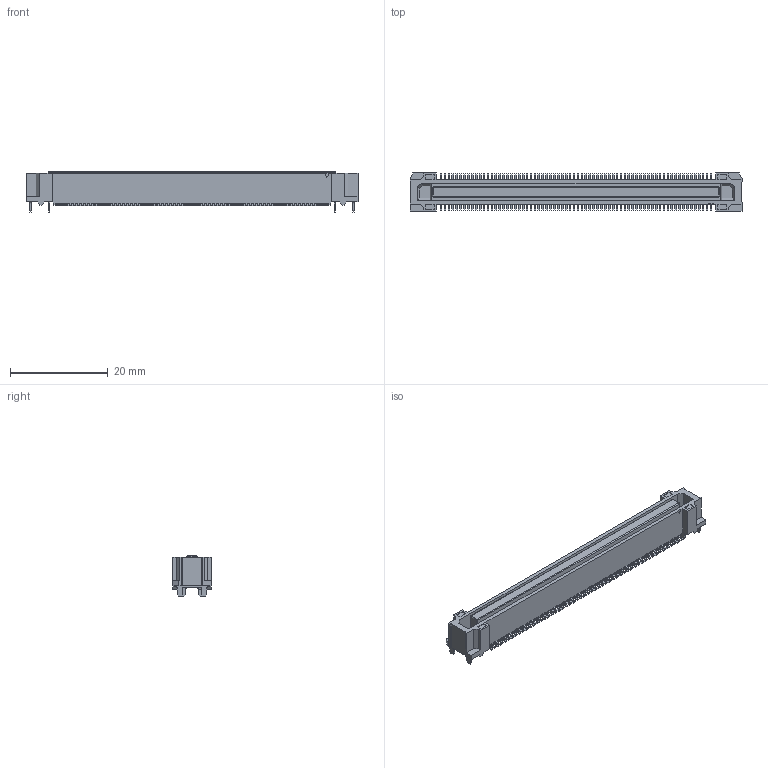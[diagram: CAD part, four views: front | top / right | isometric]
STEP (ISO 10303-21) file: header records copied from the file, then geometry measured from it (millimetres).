
FILE_DESCRIPTION(('Creo Elements/Direct Modeling STEP Export'),'2;1');
FILE_NAME('FX18-140S-0.8SV10.stp','2015-08-21T11:01:18',(''),(''),'Creo Elements/Direct Modeling STEP processor for AP214 (Solid Model)','Creo Elements/Direct Modeling 18.1E 22-Nov-2013 (C) Parametric Technology GmbH','');
FILE_SCHEMA(('AUTOMOTIVE_DESIGN { 1 0 10303 214 1 1 1 1 }'));
Products named in the file (1): FX18-140S-0.8SV10
Bounding box: 67.9 x 7.8 x 8.35 mm (x, y, z)
Volume: 1849.3 mm3; surface area: 3331.5 mm2
Topology: 1 solids, 1 shells, 3125 faces, 8905 edges, 5928 vertices
Faces by surface type: plane 2259, cylinder 862, sphere 4
Entity records: 101217 total; most frequent: CARTESIAN_POINT 17955, ORIENTED_EDGE 17802, DIRECTION 16877, EDGE_CURVE 8901, VECTOR 7177, LINE 7177, VERTEX_POINT 5928, AXIS2_PLACEMENT_3D 4850
